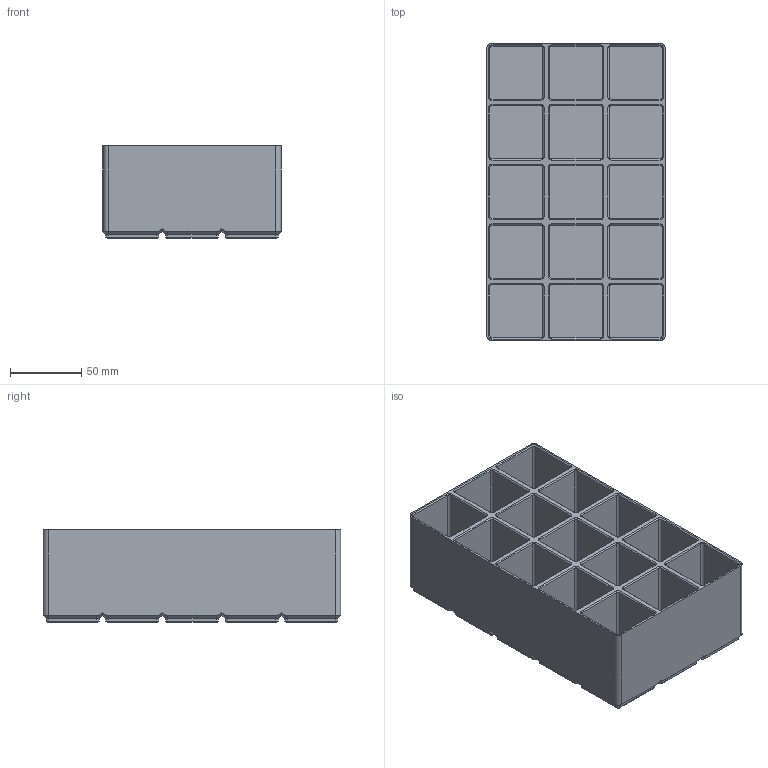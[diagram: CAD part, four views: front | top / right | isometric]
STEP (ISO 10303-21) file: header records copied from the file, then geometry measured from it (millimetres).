
FILE_DESCRIPTION(('Creo Elements/Direct Modeling STEP Export'),'2;1');
FILE_NAME('Gridfinity-3x5x65-01.stp','2022-11-07T14:09:46',(''),(''),'Creo Elements/Direct Modeling STEP processor for AP214 (Solid Model)','Creo Elements/Direct Modeling 20.3A 20-Jun-2020 (C) Parametric Technology GmbH','');
FILE_SCHEMA(('AUTOMOTIVE_DESIGN { 1 0 10303 214 1 1 1 1 }'));
Length unit declared in the file: millimetre
Products named in the file (2): 3x5x65-01
Assembly tree (1 placements, depth 2):
  3x5x65-01
    3x5x65-01
Bounding box: 125.5 x 209.5 x 65 mm (x, y, z)
Volume: 458043.6 mm3; surface area: 230936.7 mm2
Topology: 1 solids, 1 shells, 999 faces, 2166 edges, 1304 vertices
Faces by surface type: plane 455, cylinder 364, cone 180
Entity records: 29687 total; most frequent: CARTESIAN_POINT 8357, DIRECTION 4416, ORIENTED_EDGE 4332, EDGE_CURVE 2166, AXIS2_PLACEMENT_3D 1583, VERTEX_POINT 1304, VECTOR 1250, LINE 1250
